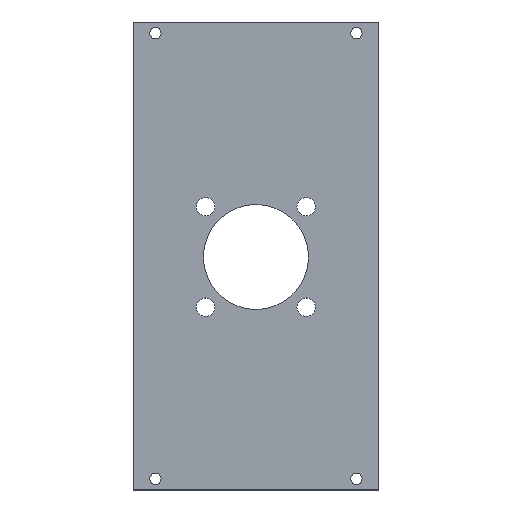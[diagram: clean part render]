
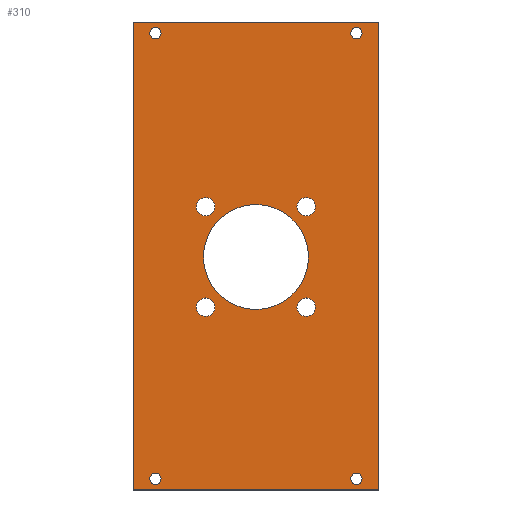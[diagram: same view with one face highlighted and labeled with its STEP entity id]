
A CAD part, top view. The second image highlights one B-rep face of the part: STEP entity #310.
In plain terms, the highlighted planar face has unit normal (0, 0, 1).
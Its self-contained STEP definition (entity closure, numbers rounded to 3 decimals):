
#15=FACE_BOUND('',#66,.T.);
#16=FACE_BOUND('',#67,.T.);
#17=FACE_BOUND('',#68,.T.);
#18=FACE_BOUND('',#69,.T.);
#19=FACE_BOUND('',#70,.T.);
#20=FACE_BOUND('',#71,.T.);
#21=FACE_BOUND('',#72,.T.);
#22=FACE_BOUND('',#73,.T.);
#23=FACE_BOUND('',#74,.T.);
#35=PLANE('',#357);
#50=FACE_OUTER_BOUND('',#65,.T.);
#65=EDGE_LOOP('',(#256,#257,#258,#259));
#66=EDGE_LOOP('',(#260));
#67=EDGE_LOOP('',(#261));
#68=EDGE_LOOP('',(#262));
#69=EDGE_LOOP('',(#263));
#70=EDGE_LOOP('',(#264));
#71=EDGE_LOOP('',(#265));
#72=EDGE_LOOP('',(#266));
#73=EDGE_LOOP('',(#267));
#74=EDGE_LOOP('',(#268));
#93=LINE('',#482,#114);
#96=LINE('',#488,#117);
#103=LINE('',#522,#124);
#104=LINE('',#523,#125);
#114=VECTOR('',#395,10.);
#117=VECTOR('',#400,10.);
#124=VECTOR('',#439,10.);
#125=VECTOR('',#440,10.);
#129=CIRCLE('',#329,2.5);
#131=CIRCLE('',#332,2.5);
#133=CIRCLE('',#335,2.5);
#135=CIRCLE('',#338,2.5);
#137=CIRCLE('',#343,4.15);
#139=CIRCLE('',#346,23.5);
#141=CIRCLE('',#349,4.15);
#143=CIRCLE('',#352,4.15);
#145=CIRCLE('',#355,4.15);
#147=VERTEX_POINT('',#452);
#149=VERTEX_POINT('',#458);
#151=VERTEX_POINT('',#464);
#153=VERTEX_POINT('',#470);
#157=VERTEX_POINT('',#479);
#158=VERTEX_POINT('',#481);
#160=VERTEX_POINT('',#486);
#161=VERTEX_POINT('',#491);
#163=VERTEX_POINT('',#497);
#165=VERTEX_POINT('',#503);
#167=VERTEX_POINT('',#509);
#169=VERTEX_POINT('',#515);
#171=VERTEX_POINT('',#521);
#173=EDGE_CURVE('',#147,#147,#129,.T.);
#176=EDGE_CURVE('',#149,#149,#131,.T.);
#179=EDGE_CURVE('',#151,#151,#133,.T.);
#182=EDGE_CURVE('',#153,#153,#135,.T.);
#187=EDGE_CURVE('',#158,#157,#93,.T.);
#190=EDGE_CURVE('',#157,#160,#96,.T.);
#192=EDGE_CURVE('',#161,#161,#137,.T.);
#195=EDGE_CURVE('',#163,#163,#139,.T.);
#198=EDGE_CURVE('',#165,#165,#141,.T.);
#201=EDGE_CURVE('',#167,#167,#143,.T.);
#204=EDGE_CURVE('',#169,#169,#145,.T.);
#207=EDGE_CURVE('',#160,#171,#103,.T.);
#208=EDGE_CURVE('',#171,#158,#104,.T.);
#256=ORIENTED_EDGE('',*,*,#207,.T.);
#257=ORIENTED_EDGE('',*,*,#208,.T.);
#258=ORIENTED_EDGE('',*,*,#187,.T.);
#259=ORIENTED_EDGE('',*,*,#190,.T.);
#260=ORIENTED_EDGE('',*,*,#173,.T.);
#261=ORIENTED_EDGE('',*,*,#176,.T.);
#262=ORIENTED_EDGE('',*,*,#179,.T.);
#263=ORIENTED_EDGE('',*,*,#182,.T.);
#264=ORIENTED_EDGE('',*,*,#192,.T.);
#265=ORIENTED_EDGE('',*,*,#195,.T.);
#266=ORIENTED_EDGE('',*,*,#198,.T.);
#267=ORIENTED_EDGE('',*,*,#201,.T.);
#268=ORIENTED_EDGE('',*,*,#204,.T.);
#310=ADVANCED_FACE('',(#50,#15,#16,#17,#18,#19,#20,#21,#22,#23),#35,.T.);
#329=AXIS2_PLACEMENT_3D('',#453,#365,#366);
#332=AXIS2_PLACEMENT_3D('',#459,#372,#373);
#335=AXIS2_PLACEMENT_3D('',#465,#379,#380);
#338=AXIS2_PLACEMENT_3D('',#471,#386,#387);
#343=AXIS2_PLACEMENT_3D('',#492,#404,#405);
#346=AXIS2_PLACEMENT_3D('',#498,#411,#412);
#349=AXIS2_PLACEMENT_3D('',#504,#418,#419);
#352=AXIS2_PLACEMENT_3D('',#510,#425,#426);
#355=AXIS2_PLACEMENT_3D('',#516,#432,#433);
#357=AXIS2_PLACEMENT_3D('',#520,#437,#438);
#365=DIRECTION('center_axis',(0.,0.,-1.));
#366=DIRECTION('ref_axis',(-1.,0.,0.));
#372=DIRECTION('center_axis',(0.,0.,-1.));
#373=DIRECTION('ref_axis',(-1.,0.,0.));
#379=DIRECTION('center_axis',(0.,0.,-1.));
#380=DIRECTION('ref_axis',(-1.,0.,0.));
#386=DIRECTION('center_axis',(0.,0.,-1.));
#387=DIRECTION('ref_axis',(-1.,0.,0.));
#395=DIRECTION('',(1.,0.,0.));
#400=DIRECTION('',(0.,1.,0.));
#404=DIRECTION('center_axis',(0.,0.,-1.));
#405=DIRECTION('ref_axis',(-1.,0.,0.));
#411=DIRECTION('center_axis',(0.,0.,-1.));
#412=DIRECTION('ref_axis',(-1.,0.,0.));
#418=DIRECTION('center_axis',(0.,0.,-1.));
#419=DIRECTION('ref_axis',(-1.,0.,0.));
#425=DIRECTION('center_axis',(0.,0.,-1.));
#426=DIRECTION('ref_axis',(-1.,0.,0.));
#432=DIRECTION('center_axis',(0.,0.,-1.));
#433=DIRECTION('ref_axis',(-1.,0.,0.));
#437=DIRECTION('center_axis',(0.,0.,1.));
#438=DIRECTION('ref_axis',(1.,0.,0.));
#439=DIRECTION('',(-1.,0.,0.));
#440=DIRECTION('',(0.,-1.,0.));
#452=CARTESIAN_POINT('',(-312.479,145.25,755.8));
#453=CARTESIAN_POINT('Origin',(-314.979,145.25,755.8));
#458=CARTESIAN_POINT('',(-222.5,145.25,755.8));
#459=CARTESIAN_POINT('Origin',(-225.,145.25,755.8));
#464=CARTESIAN_POINT('',(-312.479,-54.25,755.8));
#465=CARTESIAN_POINT('Origin',(-314.979,-54.25,755.8));
#470=CARTESIAN_POINT('',(-222.5,-54.25,755.8));
#471=CARTESIAN_POINT('Origin',(-225.,-54.25,755.8));
#479=CARTESIAN_POINT('',(-214.979,-59.25,755.8));
#481=CARTESIAN_POINT('',(-324.979,-59.25,755.8));
#482=CARTESIAN_POINT('',(-214.979,-59.25,755.8));
#486=CARTESIAN_POINT('',(-214.979,150.25,755.8));
#488=CARTESIAN_POINT('',(-214.979,154.5,755.8));
#491=CARTESIAN_POINT('',(-243.35,67.55,755.8));
#492=CARTESIAN_POINT('Origin',(-247.5,67.55,755.8));
#497=CARTESIAN_POINT('',(-246.5,45.05,755.8));
#498=CARTESIAN_POINT('Origin',(-270.,45.05,755.8));
#503=CARTESIAN_POINT('',(-243.35,22.55,755.8));
#504=CARTESIAN_POINT('Origin',(-247.5,22.55,755.8));
#509=CARTESIAN_POINT('',(-288.35,67.55,755.8));
#510=CARTESIAN_POINT('Origin',(-292.5,67.55,755.8));
#515=CARTESIAN_POINT('',(-288.35,22.55,755.8));
#516=CARTESIAN_POINT('Origin',(-292.5,22.55,755.8));
#520=CARTESIAN_POINT('Origin',(-269.979,47.625,755.8));
#521=CARTESIAN_POINT('',(-324.979,150.25,755.8));
#522=CARTESIAN_POINT('',(-242.479,150.25,755.8));
#523=CARTESIAN_POINT('',(-324.979,-59.25,755.8));
